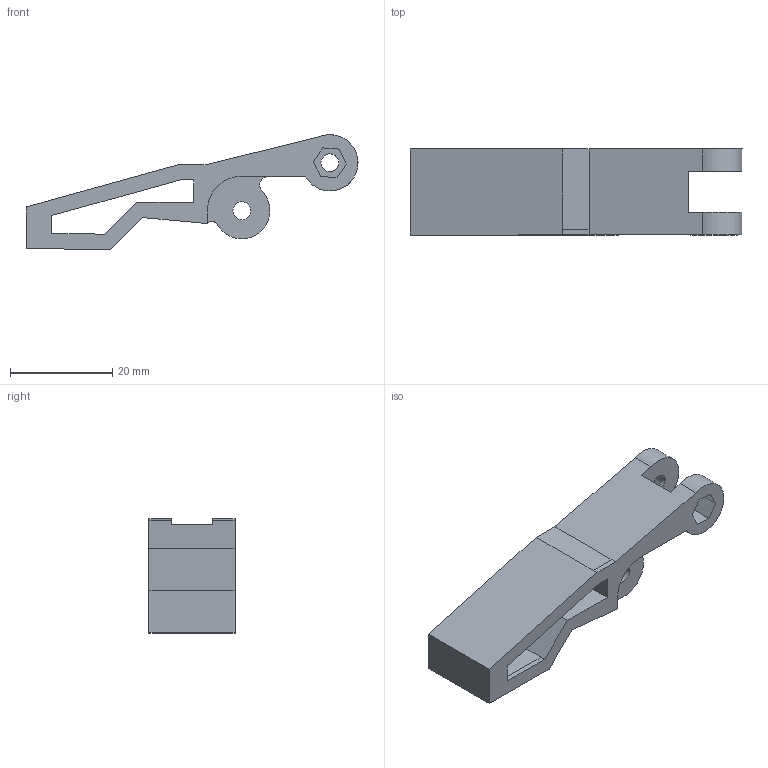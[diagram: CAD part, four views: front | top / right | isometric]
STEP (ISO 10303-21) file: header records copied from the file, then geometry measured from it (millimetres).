
FILE_DESCRIPTION((''),'2;1');
FILE_NAME('GREIFERARM_RECHTS','2025-04-30T03:33:24',('ZOMBULLI'),('CARL ZEISS'),'CREO PARAMETRIC BY PTC INC, 2024014','CREO PARAMETRIC BY PTC INC, 2024014','');
FILE_SCHEMA(('AUTOMOTIVE_DESIGN { 1 0 10303 214 1 1 1 1 }'));
Length unit declared in the file: millimetre
Products named in the file (1): GREIFERARM_RECHTS
Bounding box: 64.97 x 16.84 x 22.41 mm (x, y, z)
Volume: 7372.5 mm3; surface area: 5101 mm2
Topology: 1 solids, 1 shells, 50 faces, 157 edges, 109 vertices
Faces by surface type: plane 36, cylinder 12, cone 2
Entity records: 2367 total; most frequent: CARTESIAN_POINT 319, ORIENTED_EDGE 314, DIRECTION 291, PRESENTATION_STYLE_ASSIGNMENT 158, STYLED_ITEM 158, CURVE_STYLE 157, EDGE_CURVE 157, VECTOR 125
